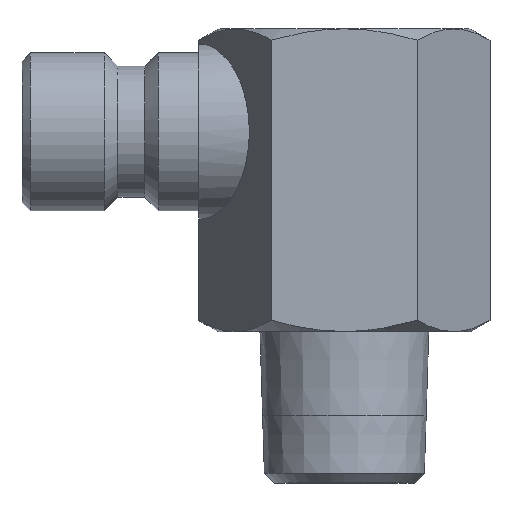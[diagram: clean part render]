
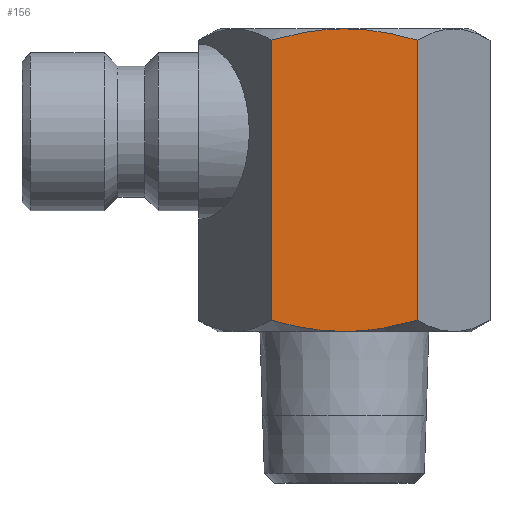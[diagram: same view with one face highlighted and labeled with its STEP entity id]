
A CAD part, top view. The second image highlights one B-rep face of the part: STEP entity #156.
In plain terms, the highlighted planar face has unit normal (0, 0, 1).
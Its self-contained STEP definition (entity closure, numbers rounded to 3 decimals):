
#156=ADVANCED_FACE('',(#328),#329,.T.);
#328=FACE_OUTER_BOUND('',#509,.T.);
#329=PLANE('',#510);
#509=EDGE_LOOP('',(#878,#879,#880,#881,#882,#883));
#510=AXIS2_PLACEMENT_3D('',#884,#885,#886);
#878=ORIENTED_EDGE('',*,*,#1135,.F.);
#879=ORIENTED_EDGE('',*,*,#1077,.F.);
#880=ORIENTED_EDGE('',*,*,#1108,.T.);
#881=ORIENTED_EDGE('',*,*,#1154,.F.);
#882=ORIENTED_EDGE('',*,*,#1174,.F.);
#883=ORIENTED_EDGE('',*,*,#1169,.F.);
#884=CARTESIAN_POINT('',(0.,8.0,7.5));
#885=DIRECTION('',(0.,0.0,1.0));
#886=DIRECTION('',(1.0,0.0,0.));
#1077=EDGE_CURVE('',#1287,#1288,#1289,.T.);
#1108=EDGE_CURVE('',#1287,#1332,#1334,.T.);
#1135=EDGE_CURVE('',#1288,#1365,#1369,.T.);
#1154=EDGE_CURVE('',#1384,#1332,#1392,.T.);
#1169=EDGE_CURVE('',#1365,#1412,#1413,.T.);
#1174=EDGE_CURVE('',#1412,#1384,#1418,.T.);
#1287=VERTEX_POINT('',#1615);
#1288=VERTEX_POINT('',#1616);
#1289=(B_SPLINE_CURVE(2,(#1618,#1619,#1620,#1621,#1622),.UNSPECIFIED.,.F.,.F.)B_SPLINE_CURVE_WITH_KNOTS((3,2,3),(0.0,4.397,8.795),.UNSPECIFIED.)RATIONAL_B_SPLINE_CURVE((1.0,1.038,1.0,1.038,1.0))BOUNDED_CURVE()REPRESENTATION_ITEM('')GEOMETRIC_REPRESENTATION_ITEM()CURVE());
#1332=VERTEX_POINT('',#1720);
#1334=LINE('',#1733,#1734);
#1365=VERTEX_POINT('',#1791);
#1369=(B_SPLINE_CURVE(2,(#1807,#1808,#1809,#1810,#1811),.UNSPECIFIED.,.F.,.F.)B_SPLINE_CURVE_WITH_KNOTS((3,2,3),(0.0,4.397,8.795),.UNSPECIFIED.)RATIONAL_B_SPLINE_CURVE((1.0,1.038,1.0,1.038,1.0))BOUNDED_CURVE()REPRESENTATION_ITEM('')GEOMETRIC_REPRESENTATION_ITEM()CURVE());
#1384=VERTEX_POINT('',#1844);
#1392=(B_SPLINE_CURVE(2,(#1853,#1854,#1855,#1856,#1857),.UNSPECIFIED.,.F.,.F.)B_SPLINE_CURVE_WITH_KNOTS((3,2,3),(0.0,4.397,8.795),.UNSPECIFIED.)RATIONAL_B_SPLINE_CURVE((1.0,1.038,1.0,1.038,1.0))BOUNDED_CURVE()REPRESENTATION_ITEM('')GEOMETRIC_REPRESENTATION_ITEM()CURVE());
#1412=VERTEX_POINT('',#1937);
#1413=LINE('',#1938,#1939);
#1418=(B_SPLINE_CURVE(2,(#1967,#1968,#1969,#1970,#1971),.UNSPECIFIED.,.F.,.F.)B_SPLINE_CURVE_WITH_KNOTS((3,2,3),(0.0,4.397,8.795),.UNSPECIFIED.)RATIONAL_B_SPLINE_CURVE((1.0,1.038,1.0,1.038,1.0))BOUNDED_CURVE()REPRESENTATION_ITEM('')GEOMETRIC_REPRESENTATION_ITEM()CURVE());
#1615=CARTESIAN_POINT('',(4.33,9.67,7.5));
#1616=CARTESIAN_POINT('',(0.,9.0,7.5));
#1618=CARTESIAN_POINT('',(4.335,9.671,7.5));
#1619=CARTESIAN_POINT('',(2.011,9.0,7.5));
#1620=CARTESIAN_POINT('',(0.,9.0,7.5));
#1621=CARTESIAN_POINT('',(-2.011,9.0,7.5));
#1622=CARTESIAN_POINT('',(-4.335,9.671,7.5));
#1720=CARTESIAN_POINT('',(4.33,26.33,7.5));
#1733=CARTESIAN_POINT('',(4.33,8.0,7.5));
#1734=VECTOR('',#2206,1.0);
#1791=CARTESIAN_POINT('',(-4.33,9.67,7.5));
#1807=CARTESIAN_POINT('',(4.335,9.671,7.5));
#1808=CARTESIAN_POINT('',(2.011,9.0,7.5));
#1809=CARTESIAN_POINT('',(0.,9.0,7.5));
#1810=CARTESIAN_POINT('',(-2.011,9.0,7.5));
#1811=CARTESIAN_POINT('',(-4.335,9.671,7.5));
#1844=CARTESIAN_POINT('',(0.,27.0,7.5));
#1853=CARTESIAN_POINT('',(-4.335,26.329,7.5));
#1854=CARTESIAN_POINT('',(-2.011,27.0,7.5));
#1855=CARTESIAN_POINT('',(0.,27.0,7.5));
#1856=CARTESIAN_POINT('',(2.011,27.0,7.5));
#1857=CARTESIAN_POINT('',(4.335,26.329,7.5));
#1937=CARTESIAN_POINT('',(-4.33,26.33,7.5));
#1938=CARTESIAN_POINT('',(-4.33,8.0,7.5));
#1939=VECTOR('',#2288,1.0);
#1967=CARTESIAN_POINT('',(-4.335,26.329,7.5));
#1968=CARTESIAN_POINT('',(-2.011,27.0,7.5));
#1969=CARTESIAN_POINT('',(0.,27.0,7.5));
#1970=CARTESIAN_POINT('',(2.011,27.0,7.5));
#1971=CARTESIAN_POINT('',(4.335,26.329,7.5));
#2206=DIRECTION('',(0.0,1.0,0.0));
#2288=DIRECTION('',(0.0,1.0,0.0));
